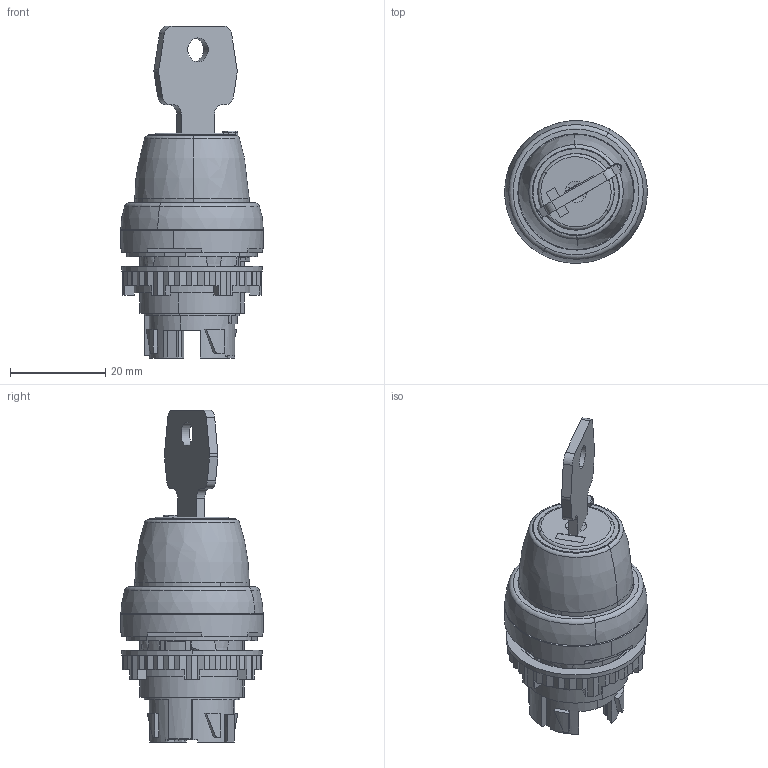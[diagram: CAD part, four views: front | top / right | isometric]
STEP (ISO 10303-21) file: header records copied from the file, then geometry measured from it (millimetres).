
FILE_DESCRIPTION(('CATIA V5 STEP Exchange'),'2;1');
FILE_NAME('L21LG00.stp','2012-02-20T08:03:41+00:00',('none'),('none'),'CATIA Version 5 Release 19 SP 5 (IN-10)','CATIA V5 STEP AP214','none');
FILE_SCHEMA(('AUTOMOTIVE_DESIGN { 1 0 10303 214 1 1 1 1 }'));
Length unit declared in the file: millimetre
Products named in the file (12): L21LG00; 074226001; 056017000; 032160000; 034367000; 031100000; 054545000; 055511000; 051904000.1; 051904000; 039712000; cle
Assembly tree (11 placements, depth 2):
  L21LG00
    074226001
    056017000
    032160000
    034367000
    031100000
    054545000
    055511000
    051904000.1
    051904000
    039712000
    cle
Bounding box: 29.89 x 29.9 x 69.65 mm (x, y, z)
Volume: 15183.5 mm3; surface area: 19826.8 mm2
Topology: 12 solids, 12 shells, 1228 faces, 3416 edges, 2232 vertices
Faces by surface type: plane 647, cylinder 381, torus 77, cone 69, bspline 28, extrusion 12, revolution 8, sphere 6
Entity records: 45217 total; most frequent: CARTESIAN_POINT 9595, ORIENTED_EDGE 6824, DIRECTION 4664, EDGE_CURVE 3412, VERTEX_POINT 2232, AXIS2_PLACEMENT_3D 1974, VECTOR 1830, LINE 1818
